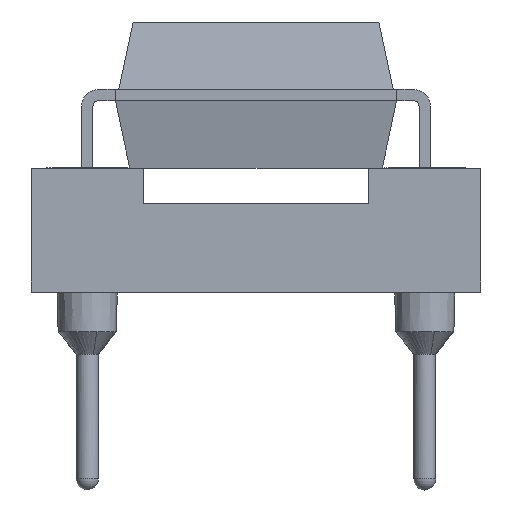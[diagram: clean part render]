
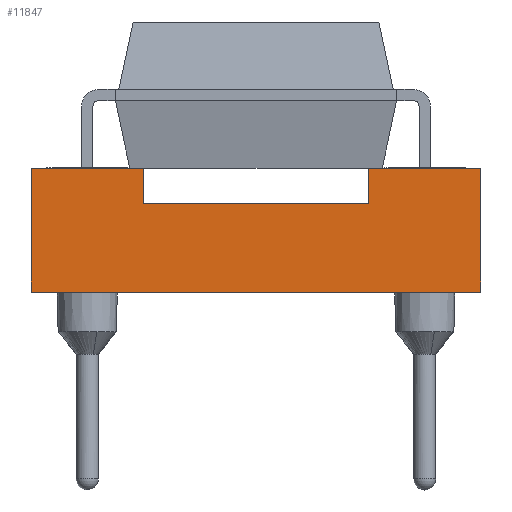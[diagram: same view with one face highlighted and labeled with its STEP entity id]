
A CAD part, front view. The second image highlights one B-rep face of the part: STEP entity #11847.
In plain terms, the highlighted face is planar.
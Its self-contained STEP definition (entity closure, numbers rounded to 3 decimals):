
#1157=FACE_OUTER_BOUND('',#1773,.T.);
#1773=EDGE_LOOP('',(#10099,#10100,#10101,#10102,#10103,#10104,#10105,#10106));
#3188=LINE('',#18970,#4522);
#3196=LINE('',#18986,#4530);
#3198=LINE('',#18990,#4532);
#3199=LINE('',#18992,#4533);
#3200=LINE('',#18994,#4534);
#3201=LINE('',#18995,#4535);
#3202=LINE('',#18997,#4536);
#3203=LINE('',#18998,#4537);
#4522=VECTOR('',#15675,1000.);
#4530=VECTOR('',#15687,1000.);
#4532=VECTOR('',#15691,1000.);
#4533=VECTOR('',#15692,1000.);
#4534=VECTOR('',#15693,1000.);
#4535=VECTOR('',#15694,1000.);
#4536=VECTOR('',#15695,1000.);
#4537=VECTOR('',#15696,1000.);
#5541=VERTEX_POINT('',#18967);
#5542=VERTEX_POINT('',#18969);
#5547=VERTEX_POINT('',#18983);
#5548=VERTEX_POINT('',#18985);
#5549=VERTEX_POINT('',#18989);
#5550=VERTEX_POINT('',#18991);
#5551=VERTEX_POINT('',#18993);
#5552=VERTEX_POINT('',#18996);
#7099=EDGE_CURVE('',#5541,#5542,#3188,.T.);
#7107=EDGE_CURVE('',#5548,#5547,#3196,.T.);
#7109=EDGE_CURVE('',#5549,#5541,#3198,.T.);
#7110=EDGE_CURVE('',#5550,#5549,#3199,.T.);
#7111=EDGE_CURVE('',#5550,#5551,#3200,.T.);
#7112=EDGE_CURVE('',#5548,#5551,#3201,.T.);
#7113=EDGE_CURVE('',#5547,#5552,#3202,.T.);
#7114=EDGE_CURVE('',#5542,#5552,#3203,.T.);
#10099=ORIENTED_EDGE('',*,*,#7099,.F.);
#10100=ORIENTED_EDGE('',*,*,#7109,.F.);
#10101=ORIENTED_EDGE('',*,*,#7110,.F.);
#10102=ORIENTED_EDGE('',*,*,#7111,.T.);
#10103=ORIENTED_EDGE('',*,*,#7112,.F.);
#10104=ORIENTED_EDGE('',*,*,#7107,.T.);
#10105=ORIENTED_EDGE('',*,*,#7113,.T.);
#10106=ORIENTED_EDGE('',*,*,#7114,.F.);
#10764=PLANE('',#12721);
#11847=ADVANCED_FACE('',(#1157),#10764,.F.);
#12721=AXIS2_PLACEMENT_3D('',#18988,#15689,#15690);
#15675=DIRECTION('',(0.,0.,-1.));
#15687=DIRECTION('',(0.,-1.,0.));
#15689=DIRECTION('center_axis',(-1.,0.,0.));
#15690=DIRECTION('ref_axis',(0.,0.,1.));
#15691=DIRECTION('',(0.,1.,0.));
#15692=DIRECTION('',(0.,0.,-1.));
#15693=DIRECTION('',(0.,1.,0.));
#15694=DIRECTION('',(0.,0.,-1.));
#15695=DIRECTION('',(0.,0.,-1.));
#15696=DIRECTION('',(0.,-1.,0.));
#18967=CARTESIAN_POINT('',(35.56,2.8,-7.62));
#18969=CARTESIAN_POINT('',(35.56,2.8,-10.16));
#18970=CARTESIAN_POINT('',(35.56,2.8,0.));
#18983=CARTESIAN_POINT('',(35.56,0.,0.));
#18985=CARTESIAN_POINT('',(35.56,2.8,0.));
#18986=CARTESIAN_POINT('',(35.56,2.8,0.));
#18988=CARTESIAN_POINT('Origin',(35.56,2.8,0.));
#18989=CARTESIAN_POINT('',(35.56,2.,-7.62));
#18990=CARTESIAN_POINT('',(35.56,2.,-7.62));
#18991=CARTESIAN_POINT('',(35.56,2.,-2.54));
#18992=CARTESIAN_POINT('',(35.56,2.,-7.62));
#18993=CARTESIAN_POINT('',(35.56,2.8,-2.54));
#18994=CARTESIAN_POINT('',(35.56,2.,-2.54));
#18995=CARTESIAN_POINT('',(35.56,2.8,0.));
#18996=CARTESIAN_POINT('',(35.56,0.,-10.16));
#18997=CARTESIAN_POINT('',(35.56,0.,0.));
#18998=CARTESIAN_POINT('',(35.56,2.8,-10.16));
